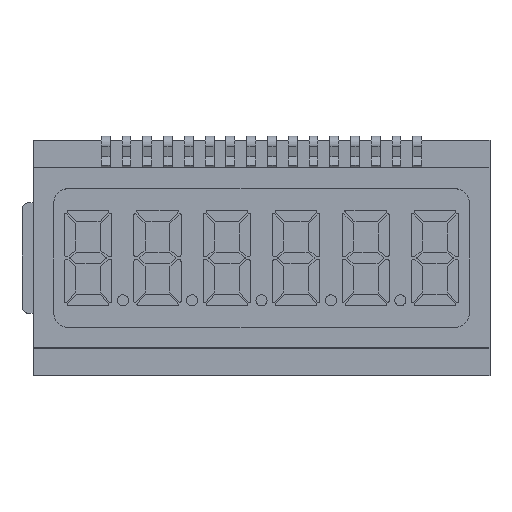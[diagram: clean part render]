
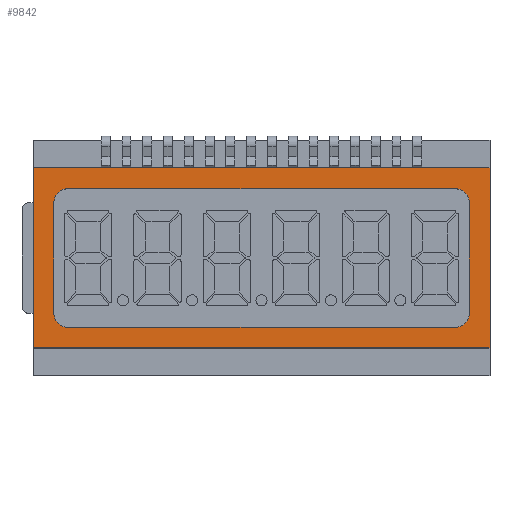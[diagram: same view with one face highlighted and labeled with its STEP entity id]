
A CAD part, top view. The second image highlights one B-rep face of the part: STEP entity #9842.
In plain terms, the highlighted planar face has unit normal (0, 0, 1).
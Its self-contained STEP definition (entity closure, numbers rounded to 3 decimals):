
#164 = DIRECTION ( 'NONE',  ( 0., -1., 0. ) ) ;
#398 = CARTESIAN_POINT ( 'NONE',  ( -16.5, -6.5, 2.78 ) ) ;
#576 = CIRCLE ( 'NONE', #3380, 1. ) ;
#763 = CARTESIAN_POINT ( 'NONE',  ( 14., 5., 2.78 ) ) ;
#1120 = AXIS2_PLACEMENT_3D ( 'NONE', #4411, #22882, #7070 ) ;
#1232 = CARTESIAN_POINT ( 'NONE',  ( 15., 4., 2.78 ) ) ;
#1324 = DIRECTION ( 'NONE',  ( 0., 0., 1. ) ) ;
#1455 = CARTESIAN_POINT ( 'NONE',  ( -14., 5., 2.78 ) ) ;
#2151 = EDGE_CURVE ( 'NONE', #22502, #21768, #20381, .T. ) ;
#2766 = EDGE_CURVE ( 'NONE', #20568, #12727, #19863, .T. ) ;
#3380 = AXIS2_PLACEMENT_3D ( 'NONE', #21913, #6100, #24586 ) ;
#3533 = VERTEX_POINT ( 'NONE', #6275 ) ;
#3671 = EDGE_CURVE ( 'NONE', #9704, #22502, #25122, .T. ) ;
#4411 = CARTESIAN_POINT ( 'NONE',  ( 14., 4., 2.78 ) ) ;
#4699 = VECTOR ( 'NONE', #15119, 1000. ) ;
#4836 = VECTOR ( 'NONE', #164, 1000. ) ;
#4889 = CARTESIAN_POINT ( 'NONE',  ( 14., -5., 2.78 ) ) ;
#5155 = CARTESIAN_POINT ( 'NONE',  ( 16.5, 6.5, 2.78 ) ) ;
#5467 = EDGE_CURVE ( 'NONE', #3533, #23041, #32044, .T. ) ;
#6053 = CARTESIAN_POINT ( 'NONE',  ( -14., 5., 2.78 ) ) ;
#6100 = DIRECTION ( 'NONE',  ( 0., 0., 1. ) ) ;
#6275 = CARTESIAN_POINT ( 'NONE',  ( -14., -5., 2.78 ) ) ;
#6360 = VECTOR ( 'NONE', #9588, 1000. ) ;
#6833 = CARTESIAN_POINT ( 'NONE',  ( -16.5, 6.5, 2.78 ) ) ;
#6836 = FACE_BOUND ( 'NONE', #23972, .T. ) ;
#6929 = CARTESIAN_POINT ( 'NONE',  ( 14., -4., 2.78 ) ) ;
#7070 = DIRECTION ( 'NONE',  ( 1., 0., 0. ) ) ;
#7425 = LINE ( 'NONE', #1455, #20629 ) ;
#8098 = ORIENTED_EDGE ( 'NONE', *, *, #31509, .F. ) ;
#8590 = ORIENTED_EDGE ( 'NONE', *, *, #19072, .F. ) ;
#9024 = EDGE_CURVE ( 'NONE', #16714, #16858, #576, .T. ) ;
#9163 = CARTESIAN_POINT ( 'NONE',  ( 0., 0., 2.78 ) ) ;
#9575 = DIRECTION ( 'NONE',  ( 1., 0., 0. ) ) ;
#9588 = DIRECTION ( 'NONE',  ( -1., 0., 0. ) ) ;
#9661 = CARTESIAN_POINT ( 'NONE',  ( 15., -4., 2.78 ) ) ;
#9704 = VERTEX_POINT ( 'NONE', #16575 ) ;
#9842 = ADVANCED_FACE ( 'NONE', ( #20057, #6836 ), #33081, .T. ) ;
#10169 = ORIENTED_EDGE ( 'NONE', *, *, #5467, .F. ) ;
#10267 = ORIENTED_EDGE ( 'NONE', *, *, #23422, .F. ) ;
#10315 = EDGE_LOOP ( 'NONE', ( #34103, #30781, #27129, #16345 ) ) ;
#10840 = VECTOR ( 'NONE', #32822, 1000. ) ;
#11487 = ORIENTED_EDGE ( 'NONE', *, *, #19925, .F. ) ;
#11674 = CARTESIAN_POINT ( 'NONE',  ( -14., -4., 2.78 ) ) ;
#12627 = VERTEX_POINT ( 'NONE', #763 ) ;
#12727 = VERTEX_POINT ( 'NONE', #1232 ) ;
#13355 = CARTESIAN_POINT ( 'NONE',  ( 16.5, 6.5, 2.78 ) ) ;
#13821 = VERTEX_POINT ( 'NONE', #29621 ) ;
#14349 = DIRECTION ( 'NONE',  ( 1., 0., 0. ) ) ;
#14753 = CIRCLE ( 'NONE', #1120, 1. ) ;
#15119 = DIRECTION ( 'NONE',  ( 1., 0., 0. ) ) ;
#16345 = ORIENTED_EDGE ( 'NONE', *, *, #23573, .T. ) ;
#16570 = EDGE_CURVE ( 'NONE', #21768, #22613, #32200, .T. ) ;
#16575 = CARTESIAN_POINT ( 'NONE',  ( 16.5, -6.5, 2.78 ) ) ;
#16714 = VERTEX_POINT ( 'NONE', #6053 ) ;
#16858 = VERTEX_POINT ( 'NONE', #30975 ) ;
#17765 = DIRECTION ( 'NONE',  ( 0., -1., 0. ) ) ;
#17890 = LINE ( 'NONE', #22975, #4699 ) ;
#18609 = CARTESIAN_POINT ( 'NONE',  ( -16.5, 6.5, 2.78 ) ) ;
#19022 = VECTOR ( 'NONE', #34408, 1000. ) ;
#19072 = EDGE_CURVE ( 'NONE', #12727, #12627, #14753, .T. ) ;
#19526 = CARTESIAN_POINT ( 'NONE',  ( -14., -5., 2.78 ) ) ;
#19788 = DIRECTION ( 'NONE',  ( 1., 0., 0. ) ) ;
#19863 = LINE ( 'NONE', #31813, #19022 ) ;
#19925 = EDGE_CURVE ( 'NONE', #23041, #20568, #29570, .T. ) ;
#20057 = FACE_OUTER_BOUND ( 'NONE', #10315, .T. ) ;
#20263 = ORIENTED_EDGE ( 'NONE', *, *, #23587, .F. ) ;
#20381 = LINE ( 'NONE', #6833, #6360 ) ;
#20568 = VERTEX_POINT ( 'NONE', #9661 ) ;
#20629 = VECTOR ( 'NONE', #25237, 1000. ) ;
#20956 = DIRECTION ( 'NONE',  ( 0., 1., 0. ) ) ;
#21768 = VERTEX_POINT ( 'NONE', #28789 ) ;
#21913 = CARTESIAN_POINT ( 'NONE',  ( -14., 4., 2.78 ) ) ;
#22502 = VERTEX_POINT ( 'NONE', #13355 ) ;
#22613 = VERTEX_POINT ( 'NONE', #398 ) ;
#22882 = DIRECTION ( 'NONE',  ( 0., 0., 1. ) ) ;
#22975 = CARTESIAN_POINT ( 'NONE',  ( -16.5, -6.5, 2.78 ) ) ;
#23041 = VERTEX_POINT ( 'NONE', #4889 ) ;
#23422 = EDGE_CURVE ( 'NONE', #13821, #3533, #24139, .T. ) ;
#23573 = EDGE_CURVE ( 'NONE', #22613, #9704, #17890, .T. ) ;
#23587 = EDGE_CURVE ( 'NONE', #16858, #13821, #32054, .T. ) ;
#23972 = EDGE_LOOP ( 'NONE', ( #10169, #10267, #20263, #29618, #8098, #8590, #26455, #11487 ) ) ;
#24108 = VECTOR ( 'NONE', #17765, 1000. ) ;
#24139 = CIRCLE ( 'NONE', #24978, 1. ) ;
#24586 = DIRECTION ( 'NONE',  ( 1., 0., 0. ) ) ;
#24978 = AXIS2_PLACEMENT_3D ( 'NONE', #11674, #30228, #14349 ) ;
#25122 = LINE ( 'NONE', #5155, #32239 ) ;
#25237 = DIRECTION ( 'NONE',  ( -1., 0., 0. ) ) ;
#25411 = DIRECTION ( 'NONE',  ( 0., 0., 1. ) ) ;
#25637 = AXIS2_PLACEMENT_3D ( 'NONE', #6929, #25411, #9575 ) ;
#26455 = ORIENTED_EDGE ( 'NONE', *, *, #2766, .F. ) ;
#27129 = ORIENTED_EDGE ( 'NONE', *, *, #16570, .T. ) ;
#27364 = AXIS2_PLACEMENT_3D ( 'NONE', #9163, #1324, #19788 ) ;
#28789 = CARTESIAN_POINT ( 'NONE',  ( -16.5, 6.5, 2.78 ) ) ;
#29570 = CIRCLE ( 'NONE', #25637, 1. ) ;
#29618 = ORIENTED_EDGE ( 'NONE', *, *, #9024, .F. ) ;
#29621 = CARTESIAN_POINT ( 'NONE',  ( -15., -4., 2.78 ) ) ;
#30228 = DIRECTION ( 'NONE',  ( 0., 0., 1. ) ) ;
#30781 = ORIENTED_EDGE ( 'NONE', *, *, #2151, .T. ) ;
#30975 = CARTESIAN_POINT ( 'NONE',  ( -15., 4., 2.78 ) ) ;
#31509 = EDGE_CURVE ( 'NONE', #12627, #16714, #7425, .T. ) ;
#31813 = CARTESIAN_POINT ( 'NONE',  ( 15., 4., 2.78 ) ) ;
#32044 = LINE ( 'NONE', #19526, #10840 ) ;
#32054 = LINE ( 'NONE', #33726, #24108 ) ;
#32200 = LINE ( 'NONE', #18609, #4836 ) ;
#32239 = VECTOR ( 'NONE', #20956, 1000. ) ;
#32822 = DIRECTION ( 'NONE',  ( 1., 0., 0. ) ) ;
#33081 = PLANE ( 'NONE',  #27364 ) ;
#33726 = CARTESIAN_POINT ( 'NONE',  ( -15., 4., 2.78 ) ) ;
#34103 = ORIENTED_EDGE ( 'NONE', *, *, #3671, .T. ) ;
#34408 = DIRECTION ( 'NONE',  ( 0., 1., 0. ) ) ;
